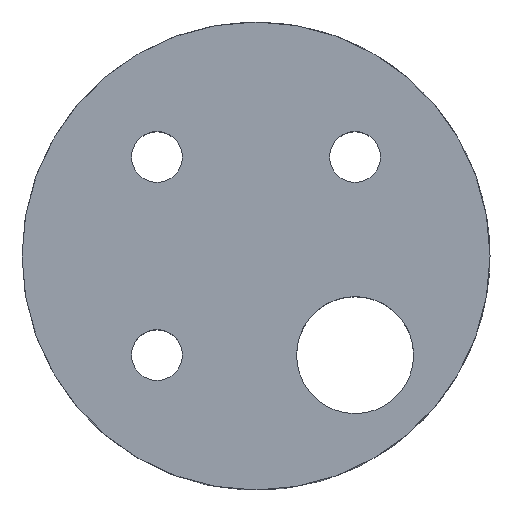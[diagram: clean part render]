
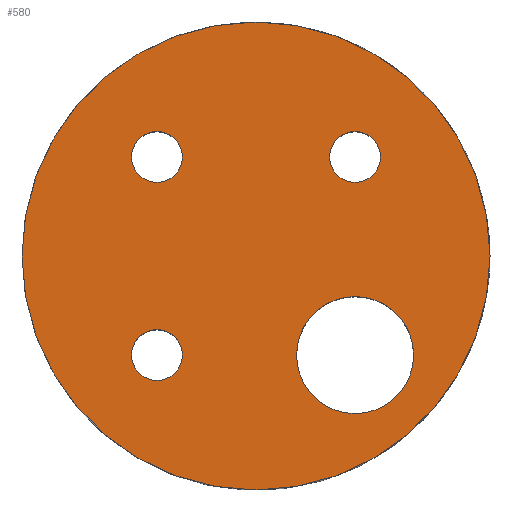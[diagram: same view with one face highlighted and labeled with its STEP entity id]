
A CAD part, top view. The second image highlights one B-rep face of the part: STEP entity #580.
In plain terms, the highlighted planar face has unit normal (0, 0, 1).
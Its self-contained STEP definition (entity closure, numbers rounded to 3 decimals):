
#70=CARTESIAN_POINT('',(2.02,-1.27,2.3));
#71=VERTEX_POINT('',#70);
#80=CARTESIAN_POINT('',(0.52,-1.27,2.3));
#81=VERTEX_POINT('',#80);
#82=CARTESIAN_POINT('',(1.27,-1.27,2.3));
#83=DIRECTION('',(0.0,0.0,-1.0));
#84=DIRECTION('',(1.0,0.0,0.0));
#85=AXIS2_PLACEMENT_3D('',#82,#83,#84);
#86=CIRCLE('',#85,0.75);
#87=EDGE_CURVE('',#81,#71,#86,.T.);
#112=CARTESIAN_POINT('',(-0.945,-1.27,2.3));
#113=VERTEX_POINT('',#112);
#122=CARTESIAN_POINT('',(-1.595,-1.27,2.3));
#123=VERTEX_POINT('',#122);
#124=CARTESIAN_POINT('',(-1.27,-1.27,2.3));
#125=DIRECTION('',(0.0,0.0,-1.0));
#126=DIRECTION('',(1.0,0.0,0.0));
#127=AXIS2_PLACEMENT_3D('',#124,#125,#126);
#128=CIRCLE('',#127,0.325);
#129=EDGE_CURVE('',#123,#113,#128,.T.);
#154=CARTESIAN_POINT('',(-0.945,1.27,2.3));
#155=VERTEX_POINT('',#154);
#164=CARTESIAN_POINT('',(-1.595,1.27,2.3));
#165=VERTEX_POINT('',#164);
#166=CARTESIAN_POINT('',(-1.27,1.27,2.3));
#167=DIRECTION('',(0.0,0.0,-1.0));
#168=DIRECTION('',(1.0,0.0,0.0));
#169=AXIS2_PLACEMENT_3D('',#166,#167,#168);
#170=CIRCLE('',#169,0.325);
#171=EDGE_CURVE('',#165,#155,#170,.T.);
#196=CARTESIAN_POINT('',(1.595,1.27,2.3));
#197=VERTEX_POINT('',#196);
#206=CARTESIAN_POINT('',(0.945,1.27,2.3));
#207=VERTEX_POINT('',#206);
#208=CARTESIAN_POINT('',(1.27,1.27,2.3));
#209=DIRECTION('',(0.0,0.0,-1.0));
#210=DIRECTION('',(1.0,0.0,0.0));
#211=AXIS2_PLACEMENT_3D('',#208,#209,#210);
#212=CIRCLE('',#211,0.325);
#213=EDGE_CURVE('',#207,#197,#212,.T.);
#240=CARTESIAN_POINT('',(3.0,0.,2.3));
#241=VERTEX_POINT('',#240);
#274=CARTESIAN_POINT('',(-3.0,0.,2.3));
#275=VERTEX_POINT('',#274);
#282=CARTESIAN_POINT('',(0.0,0.,2.3));
#283=DIRECTION('',(0.0,0.0,1.0));
#284=DIRECTION('',(1.0,0.0,0.0));
#285=AXIS2_PLACEMENT_3D('',#282,#283,#284);
#286=CIRCLE('',#285,3.0);
#287=EDGE_CURVE('',#241,#275,#286,.T.);
#298=CARTESIAN_POINT('',(0.0,0.,2.3));
#299=DIRECTION('',(0.0,0.0,1.0));
#300=DIRECTION('',(1.0,0.0,0.0));
#301=AXIS2_PLACEMENT_3D('',#298,#299,#300);
#302=CIRCLE('',#301,3.0);
#303=EDGE_CURVE('',#275,#241,#302,.T.);
#347=CARTESIAN_POINT('',(1.27,1.27,2.3));
#348=DIRECTION('',(0.0,0.0,-1.0));
#349=DIRECTION('',(1.0,0.0,0.0));
#350=AXIS2_PLACEMENT_3D('',#347,#348,#349);
#351=CIRCLE('',#350,0.325);
#352=EDGE_CURVE('',#197,#207,#351,.T.);
#371=CARTESIAN_POINT('',(-1.27,1.27,2.3));
#372=DIRECTION('',(0.0,0.0,-1.0));
#373=DIRECTION('',(1.0,0.0,0.0));
#374=AXIS2_PLACEMENT_3D('',#371,#372,#373);
#375=CIRCLE('',#374,0.325);
#376=EDGE_CURVE('',#155,#165,#375,.T.);
#395=CARTESIAN_POINT('',(-1.27,-1.27,2.3));
#396=DIRECTION('',(0.0,0.0,-1.0));
#397=DIRECTION('',(1.0,0.0,0.0));
#398=AXIS2_PLACEMENT_3D('',#395,#396,#397);
#399=CIRCLE('',#398,0.325);
#400=EDGE_CURVE('',#113,#123,#399,.T.);
#419=CARTESIAN_POINT('',(1.27,-1.27,2.3));
#420=DIRECTION('',(0.0,0.0,-1.0));
#421=DIRECTION('',(1.0,0.0,0.0));
#422=AXIS2_PLACEMENT_3D('',#419,#420,#421);
#423=CIRCLE('',#422,0.75);
#424=EDGE_CURVE('',#71,#81,#423,.T.);
#555=CARTESIAN_POINT('',(-3.3,3.3,2.3));
#556=DIRECTION('',(0.0,0.0,1.0));
#557=DIRECTION('',(-1.0,0.0,0.0));
#558=AXIS2_PLACEMENT_3D('',#555,#556,#557);
#559=PLANE('',#558);
#560=ORIENTED_EDGE('',*,*,#303,.T.);
#561=ORIENTED_EDGE('',*,*,#287,.T.);
#562=EDGE_LOOP('',(#560,#561));
#563=FACE_OUTER_BOUND('',#562,.T.);
#564=ORIENTED_EDGE('',*,*,#87,.T.);
#565=ORIENTED_EDGE('',*,*,#424,.T.);
#566=EDGE_LOOP('',(#564,#565));
#567=FACE_BOUND('',#566,.T.);
#568=ORIENTED_EDGE('',*,*,#129,.T.);
#569=ORIENTED_EDGE('',*,*,#400,.T.);
#570=EDGE_LOOP('',(#568,#569));
#571=FACE_BOUND('',#570,.T.);
#572=ORIENTED_EDGE('',*,*,#171,.T.);
#573=ORIENTED_EDGE('',*,*,#376,.T.);
#574=EDGE_LOOP('',(#572,#573));
#575=FACE_BOUND('',#574,.T.);
#576=ORIENTED_EDGE('',*,*,#213,.T.);
#577=ORIENTED_EDGE('',*,*,#352,.T.);
#578=EDGE_LOOP('',(#576,#577));
#579=FACE_BOUND('',#578,.T.);
#580=ADVANCED_FACE('',(#563,#567,#571,#575,#579),#559,.T.);
